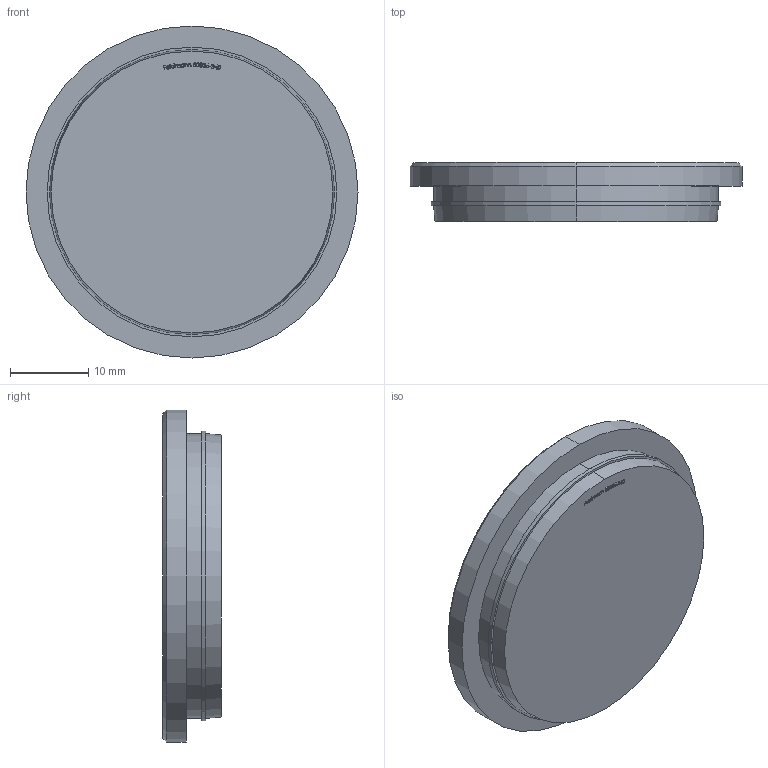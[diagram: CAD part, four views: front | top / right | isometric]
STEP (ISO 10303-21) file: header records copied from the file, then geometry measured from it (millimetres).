
FILE_DESCRIPTION (( 'STEP AP203' ), '1' );
FILE_NAME ('50836-240.step', '2018-11-29T13:40:18', ( '' ), ( '' ), 'SwSTEP 2.0', 'SolidWorks 2015', '' );
FILE_SCHEMA (( 'CONFIG_CONTROL_DESIGN' ));
Length unit declared in the file: millimetre
Products named in the file (1): 50836-240
Bounding box: 42.4 x 7.5 x 42.4 mm (x, y, z)
Volume: 8896.2 mm3; surface area: 3765.9 mm2
Topology: 1 solids, 1 shells, 250 faces, 655 edges, 436 vertices
Faces by surface type: plane 120, bspline 120, cylinder 6, cone 4
Entity records: 14338 total; most frequent: CARTESIAN_POINT 8902, ORIENTED_EDGE 1310, DIRECTION 695, EDGE_CURVE 655, VERTEX_POINT 436, LINE 397, VECTOR 397, EDGE_LOOP 279
